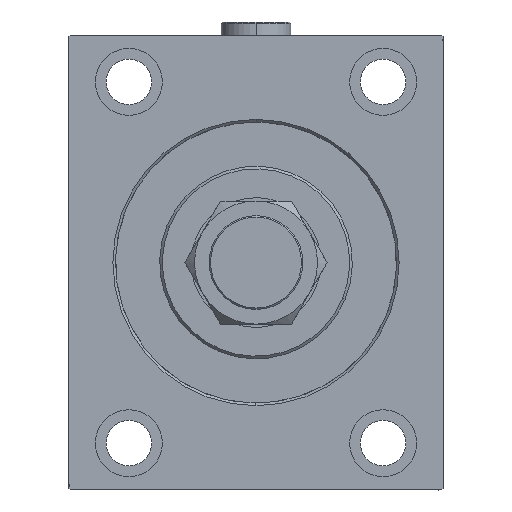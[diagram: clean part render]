
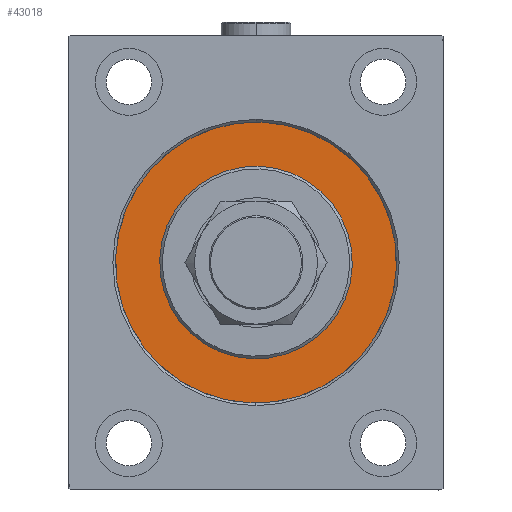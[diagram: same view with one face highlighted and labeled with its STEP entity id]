
A CAD part, left-side view. The second image highlights one B-rep face of the part: STEP entity #43018.
In plain terms, the highlighted face is planar.
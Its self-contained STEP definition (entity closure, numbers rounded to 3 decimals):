
#300 = EDGE_CURVE ( 'NONE', #30972, #6002, #45461, .T. ) ;
#576 = CARTESIAN_POINT ( 'NONE',  ( 0., 0., 0. ) ) ;
#698 = CIRCLE ( 'NONE', #43094, 52.5 ) ;
#1012 = CARTESIAN_POINT ( 'NONE',  ( 0., 0., 36. ) ) ;
#2189 = DIRECTION ( 'NONE',  ( 0., 0., -1. ) ) ;
#4953 = DIRECTION ( 'NONE',  ( -1., 0., 0. ) ) ;
#5742 = FACE_BOUND ( 'NONE', #40474, .T. ) ;
#6002 = VERTEX_POINT ( 'NONE', #1012 ) ;
#7213 = EDGE_LOOP ( 'NONE', ( #8521, #23617 ) ) ;
#8493 = CARTESIAN_POINT ( 'NONE',  ( 0., 0., 0. ) ) ;
#8521 = ORIENTED_EDGE ( 'NONE', *, *, #10588, .F. ) ;
#8682 = EDGE_CURVE ( 'NONE', #6002, #30972, #46845, .T. ) ;
#9286 = CARTESIAN_POINT ( 'NONE',  ( 0., 0., 0. ) ) ;
#10361 = EDGE_CURVE ( 'NONE', #23674, #34179, #698, .T. ) ;
#10588 = EDGE_CURVE ( 'NONE', #34179, #23674, #46117, .T. ) ;
#11315 = AXIS2_PLACEMENT_3D ( 'NONE', #576, #44651, #37290 ) ;
#11589 = AXIS2_PLACEMENT_3D ( 'NONE', #9286, #44869, #26827 ) ;
#13307 = PLANE ( 'NONE',  #11589 ) ;
#13805 = CARTESIAN_POINT ( 'NONE',  ( 0., 0., -52.5 ) ) ;
#14250 = ORIENTED_EDGE ( 'NONE', *, *, #300, .F. ) ;
#16286 = CARTESIAN_POINT ( 'NONE',  ( 0., 0., 0. ) ) ;
#18052 = AXIS2_PLACEMENT_3D ( 'NONE', #45803, #34657, #2189 ) ;
#20129 = ORIENTED_EDGE ( 'NONE', *, *, #8682, .F. ) ;
#21192 = CARTESIAN_POINT ( 'NONE',  ( 0., 0., 52.5 ) ) ;
#23617 = ORIENTED_EDGE ( 'NONE', *, *, #10361, .F. ) ;
#23674 = VERTEX_POINT ( 'NONE', #21192 ) ;
#24311 = DIRECTION ( 'NONE',  ( 0., 0., 1. ) ) ;
#24986 = AXIS2_PLACEMENT_3D ( 'NONE', #16286, #30749, #45225 ) ;
#26112 = CARTESIAN_POINT ( 'NONE',  ( 0., 0., -36. ) ) ;
#26827 = DIRECTION ( 'NONE',  ( 0., 0., 1. ) ) ;
#27519 = FACE_OUTER_BOUND ( 'NONE', #7213, .T. ) ;
#30749 = DIRECTION ( 'NONE',  ( 1., 0., 0. ) ) ;
#30972 = VERTEX_POINT ( 'NONE', #26112 ) ;
#34179 = VERTEX_POINT ( 'NONE', #13805 ) ;
#34657 = DIRECTION ( 'NONE',  ( 1., 0., 0. ) ) ;
#37290 = DIRECTION ( 'NONE',  ( 0., 0., 1. ) ) ;
#40474 = EDGE_LOOP ( 'NONE', ( #20129, #14250 ) ) ;
#43018 = ADVANCED_FACE ( 'NONE', ( #5742, #27519 ), #13307, .F. ) ;
#43094 = AXIS2_PLACEMENT_3D ( 'NONE', #8493, #4953, #24311 ) ;
#44651 = DIRECTION ( 'NONE',  ( -1., 0., 0. ) ) ;
#44869 = DIRECTION ( 'NONE',  ( -1., 0., 0. ) ) ;
#45225 = DIRECTION ( 'NONE',  ( 0., 0., -1. ) ) ;
#45461 = CIRCLE ( 'NONE', #24986, 36. ) ;
#45803 = CARTESIAN_POINT ( 'NONE',  ( 0., 0., 0. ) ) ;
#46117 = CIRCLE ( 'NONE', #11315, 52.5 ) ;
#46845 = CIRCLE ( 'NONE', #18052, 36. ) ;
